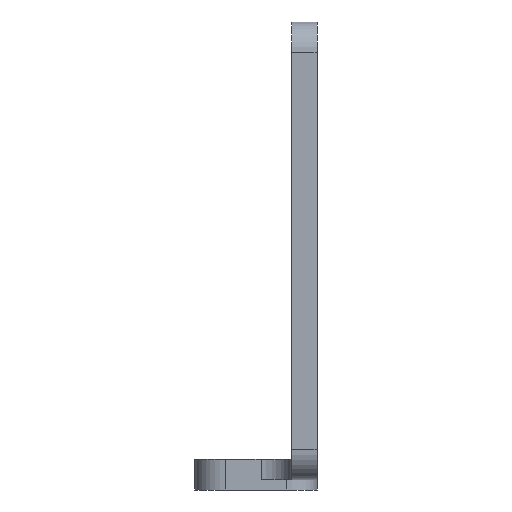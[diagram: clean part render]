
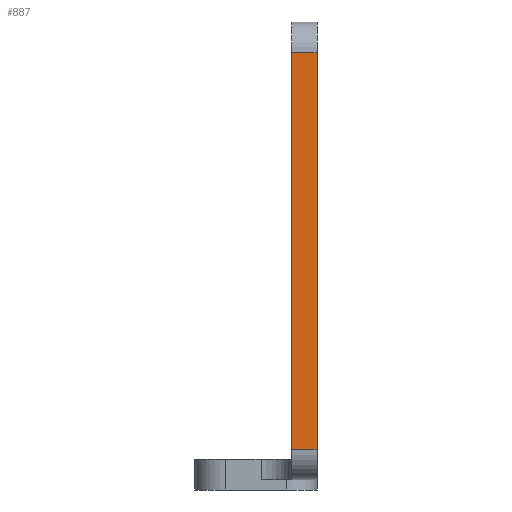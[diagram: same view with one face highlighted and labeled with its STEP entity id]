
A CAD part, left-side view. The second image highlights one B-rep face of the part: STEP entity #887.
In plain terms, the highlighted planar face has unit normal (-1, 0, 0).
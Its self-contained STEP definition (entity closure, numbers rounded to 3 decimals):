
#49=PLANE('',#993);
#93=FACE_OUTER_BOUND('',#153,.T.);
#153=EDGE_LOOP('',(#813,#814,#815,#816));
#221=LINE('',#1477,#299);
#224=LINE('',#1489,#302);
#228=LINE('',#1499,#306);
#230=LINE('',#1507,#308);
#299=VECTOR('',#1217,10.);
#302=VECTOR('',#1228,10.);
#306=VECTOR('',#1238,10.);
#308=VECTOR('',#1248,10.);
#431=VERTEX_POINT('',#1474);
#432=VERTEX_POINT('',#1476);
#437=VERTEX_POINT('',#1488);
#440=VERTEX_POINT('',#1498);
#550=EDGE_CURVE('',#431,#432,#221,.T.);
#556=EDGE_CURVE('',#432,#437,#224,.T.);
#561=EDGE_CURVE('',#440,#437,#228,.T.);
#566=EDGE_CURVE('',#440,#431,#230,.T.);
#813=ORIENTED_EDGE('',*,*,#556,.F.);
#814=ORIENTED_EDGE('',*,*,#550,.F.);
#815=ORIENTED_EDGE('',*,*,#566,.F.);
#816=ORIENTED_EDGE('',*,*,#561,.T.);
#887=ADVANCED_FACE('',(#93),#49,.T.);
#993=AXIS2_PLACEMENT_3D('',#1512,#1255,#1256);
#1217=DIRECTION('',(0.,0.,1.));
#1228=DIRECTION('',(0.,-1.,0.));
#1238=DIRECTION('',(0.,0.,1.));
#1248=DIRECTION('',(0.,1.,0.));
#1255=DIRECTION('center_axis',(-1.,0.,0.));
#1256=DIRECTION('ref_axis',(0.,0.,1.));
#1474=CARTESIAN_POINT('',(-35.,-16.4,5.));
#1476=CARTESIAN_POINT('',(-35.,-16.4,44.));
#1477=CARTESIAN_POINT('',(-35.,-16.4,2.));
#1488=CARTESIAN_POINT('',(-35.,-18.9,44.));
#1489=CARTESIAN_POINT('',(-35.,-18.9,44.));
#1498=CARTESIAN_POINT('',(-35.,-18.9,5.));
#1499=CARTESIAN_POINT('',(-35.,-18.9,2.));
#1507=CARTESIAN_POINT('',(-35.,-18.9,5.));
#1512=CARTESIAN_POINT('Origin',(-35.,-18.9,2.));
